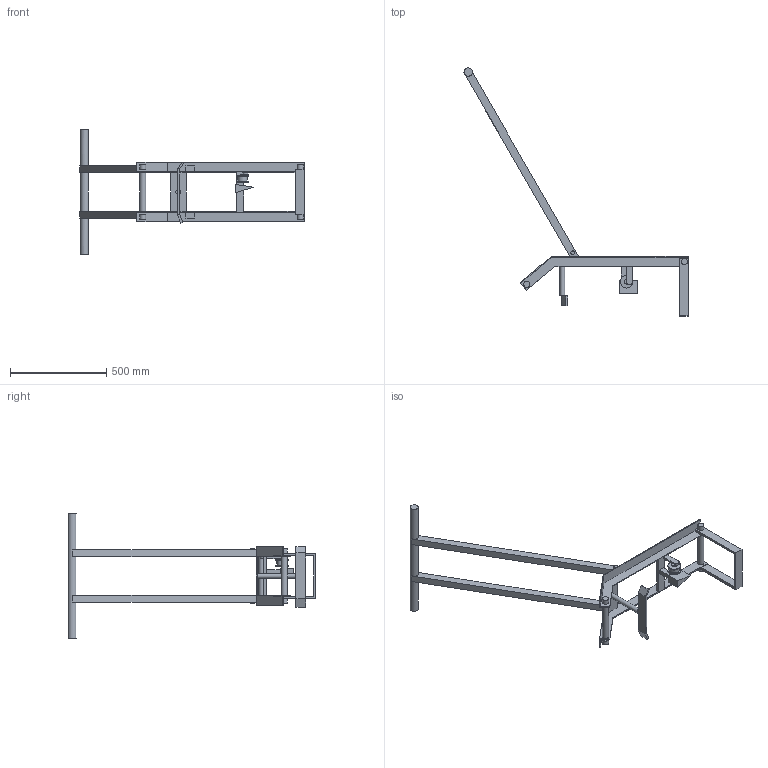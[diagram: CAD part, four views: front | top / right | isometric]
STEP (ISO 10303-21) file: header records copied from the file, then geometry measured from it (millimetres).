
FILE_DESCRIPTION((' '),'2;1');
FILE_NAME( 'frame.stp', '2018-03- 2T19:59:56', (' '), ('--- Datakit www.datakit.com---'), ' Datakit CrossCadWare V2017.1 Dec 27 2016', 'DATAKIT 2018 (c)', ' ');
FILE_SCHEMA(('AP203_CONFIGURATION_CONTROLLED_3D_DESIGN_OF_MECHANICAL_PARTS_AND_ASSEMBLIES_MIM_LF { 1 0 10303 403 2 1 2}'));
Length unit declared in the file: millimetre
Products named in the file (1): frame
Bounding box: 1163.14 x 1286.08 x 646.59 mm (x, y, z)
Volume: 6280011.9 mm3; surface area: 1098759.1 mm2
Topology: 4 solids, 4 shells, 112 faces, 286 edges, 183 vertices
Faces by surface type: plane 93, cylinder 17, cone 2
Full cylindrical faces by diameter (mm): 19.04 x2, 24.448 x2, 25.522 x1, 31.689 x3, 32.056 x3, 42.429 x1, 50.101 x1, 66.007 x2
Entity records: 3264 total; most frequent: CARTESIAN_POINT 559, DIRECTION 534, ORIENTED_EDGE 534, EDGE_CURVE 266, VECTOR 224, LINE 224, VERTEX_POINT 180, AXIS2_PLACEMENT_3D 155
